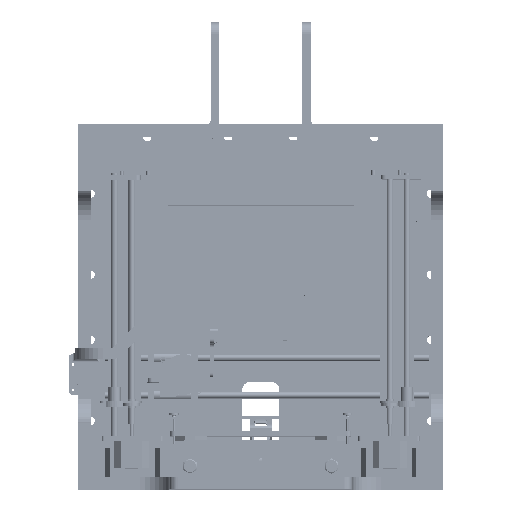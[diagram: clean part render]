
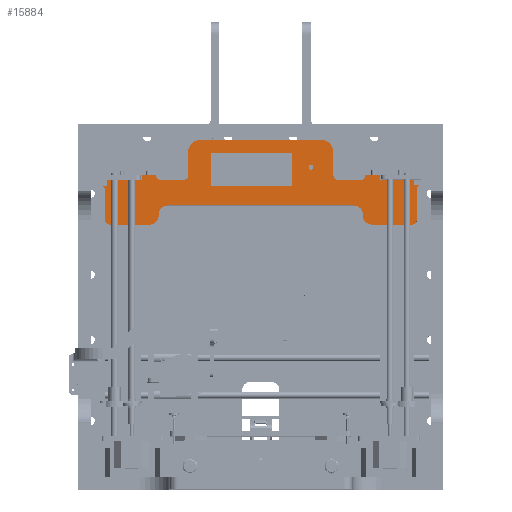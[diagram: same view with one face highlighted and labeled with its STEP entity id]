
A CAD part, top view. The second image highlights one B-rep face of the part: STEP entity #15884.
In plain terms, the highlighted planar face has unit normal (0, 0, 1).
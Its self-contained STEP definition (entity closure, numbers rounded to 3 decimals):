
#15309=CARTESIAN_POINT('',(60.5,46.,2.875));
#15310=DIRECTION('',(0.,0.,-1.));
#15311=DIRECTION('',(1.,0.,0.));
#15312=AXIS2_PLACEMENT_3D('',#15309,#15310,#15311);
#15314=CARTESIAN_POINT('',(60.5,46.,2.875));
#15315=DIRECTION('',(0.,0.,-1.));
#15316=DIRECTION('',(-1.,0.,0.));
#15317=AXIS2_PLACEMENT_3D('',#15314,#15315,#15316);
#15319=DIRECTION('',(0.,1.,0.));
#15320=VECTOR('',#15319,40.);
#15321=CARTESIAN_POINT('',(-59.5,23.,2.875));
#15322=LINE('',#15321,#15320);
#15323=DIRECTION('',(-1.,0.,0.));
#15324=VECTOR('',#15323,97.);
#15325=CARTESIAN_POINT('',(37.5,23.,2.875));
#15326=LINE('',#15325,#15324);
#15327=DIRECTION('',(0.,-1.,0.));
#15328=VECTOR('',#15327,40.);
#15329=CARTESIAN_POINT('',(37.5,63.,2.875));
#15330=LINE('',#15329,#15328);
#15331=DIRECTION('',(1.,0.,0.));
#15332=VECTOR('',#15331,97.);
#15333=CARTESIAN_POINT('',(-59.5,63.,2.875));
#15334=LINE('',#15333,#15332);
#15335=CARTESIAN_POINT('',(-134.,-12.,2.875));
#15336=DIRECTION('',(0.,0.,1.));
#15337=DIRECTION('',(0.,-1.,0.));
#15338=AXIS2_PLACEMENT_3D('',#15335,#15336,#15337);
#15340=DIRECTION('',(1.,0.,0.));
#15341=VECTOR('',#15340,48.);
#15342=CARTESIAN_POINT('',(-182.,-23.,2.875));
#15343=LINE('',#15342,#15341);
#15344=CARTESIAN_POINT('',(-182.,-17.,2.875));
#15345=DIRECTION('',(0.,0.,1.));
#15346=DIRECTION('',(-1.,0.,0.));
#15347=AXIS2_PLACEMENT_3D('',#15344,#15345,#15346);
#15349=DIRECTION('',(0.,-1.,0.));
#15350=VECTOR('',#15349,38.);
#15351=CARTESIAN_POINT('',(-188.,21.,2.875));
#15352=LINE('',#15351,#15350);
#15353=DIRECTION('',(0.6,-0.8,0.));
#15354=VECTOR('',#15353,7.5);
#15355=CARTESIAN_POINT('',(-192.5,27.,2.875));
#15356=LINE('',#15355,#15354);
#15357=DIRECTION('',(0.,-1.,0.));
#15358=VECTOR('',#15357,10.);
#15359=CARTESIAN_POINT('',(-192.5,37.,2.875));
#15360=LINE('',#15359,#15358);
#15361=DIRECTION('',(-1.,0.,0.));
#15362=VECTOR('',#15361,63.);
#15363=CARTESIAN_POINT('',(-129.5,37.,2.875));
#15364=LINE('',#15363,#15362);
#15365=CARTESIAN_POINT('',(-87.5,58.,2.875));
#15366=DIRECTION('',(0.,0.,1.));
#15367=DIRECTION('',(0.,1.,0.));
#15368=AXIS2_PLACEMENT_3D('',#15365,#15366,#15367);
#15370=DIRECTION('',(-1.,0.,0.));
#15371=VECTOR('',#15370,175.);
#15372=CARTESIAN_POINT('',(87.5,79.,2.875));
#15373=LINE('',#15372,#15371);
#15374=CARTESIAN_POINT('',(87.5,58.,2.875));
#15375=DIRECTION('',(0.,0.,1.));
#15376=DIRECTION('',(1.,0.,0.));
#15377=AXIS2_PLACEMENT_3D('',#15374,#15375,#15376);
#15379=DIRECTION('',(-1.,0.,0.));
#15380=VECTOR('',#15379,63.);
#15381=CARTESIAN_POINT('',(192.5,37.,2.875));
#15382=LINE('',#15381,#15380);
#15383=DIRECTION('',(0.,1.,0.));
#15384=VECTOR('',#15383,10.);
#15385=CARTESIAN_POINT('',(192.5,27.,2.875));
#15386=LINE('',#15385,#15384);
#15387=DIRECTION('',(0.6,0.8,0.));
#15388=VECTOR('',#15387,7.5);
#15389=CARTESIAN_POINT('',(188.,21.,2.875));
#15390=LINE('',#15389,#15388);
#15391=DIRECTION('',(0.,1.,0.));
#15392=VECTOR('',#15391,38.);
#15393=CARTESIAN_POINT('',(188.,-17.,2.875));
#15394=LINE('',#15393,#15392);
#15395=CARTESIAN_POINT('',(182.,-17.,2.875));
#15396=DIRECTION('',(0.,0.,1.));
#15397=DIRECTION('',(0.,-1.,0.));
#15398=AXIS2_PLACEMENT_3D('',#15395,#15396,#15397);
#15400=DIRECTION('',(1.,0.,0.));
#15401=VECTOR('',#15400,48.);
#15402=CARTESIAN_POINT('',(134.,-23.,2.875));
#15403=LINE('',#15402,#15401);
#15404=CARTESIAN_POINT('',(134.,-12.,2.875));
#15405=DIRECTION('',(0.,0.,1.));
#15406=DIRECTION('',(-1.,0.,0.));
#15407=AXIS2_PLACEMENT_3D('',#15404,#15405,#15406);
#15409=DIRECTION('',(0.,-1.,0.));
#15410=VECTOR('',#15409,1.);
#15411=CARTESIAN_POINT('',(123.,-11.,2.875));
#15412=LINE('',#15411,#15410);
#15413=DIRECTION('',(1.,0.,0.));
#15414=VECTOR('',#15413,224.);
#15415=CARTESIAN_POINT('',(-112.,0.,2.875));
#15416=LINE('',#15415,#15414);
#15417=DIRECTION('',(0.,1.,0.));
#15418=VECTOR('',#15417,1.);
#15419=CARTESIAN_POINT('',(-123.,-12.,2.875));
#15420=LINE('',#15419,#15418);
#15589=CARTESIAN_POINT('',(-129.5,58.,2.875));
#15590=DIRECTION('',(0.,0.,-1.));
#15591=DIRECTION('',(1.,0.,0.));
#15592=AXIS2_PLACEMENT_3D('',#15589,#15590,#15591);
#15616=CARTESIAN_POINT('',(129.5,58.,2.875));
#15617=DIRECTION('',(0.,0.,-1.));
#15618=DIRECTION('',(0.,-1.,0.));
#15619=AXIS2_PLACEMENT_3D('',#15616,#15617,#15618);
#15662=CARTESIAN_POINT('',(112.,-11.,2.875));
#15663=DIRECTION('',(0.,0.,-1.));
#15664=DIRECTION('',(0.,1.,0.));
#15665=AXIS2_PLACEMENT_3D('',#15662,#15663,#15664);
#15680=CARTESIAN_POINT('',(-112.,-11.,2.875));
#15681=DIRECTION('',(0.,0.,-1.));
#15682=DIRECTION('',(-1.,0.,0.));
#15683=AXIS2_PLACEMENT_3D('',#15680,#15681,#15682);
#15693=CARTESIAN_POINT('',(188.,21.,2.875));
#15694=CARTESIAN_POINT('',(192.5,27.,2.875));
#15695=VERTEX_POINT('',#15693);
#15696=VERTEX_POINT('',#15694);
#15697=CARTESIAN_POINT('',(192.5,37.,2.875));
#15698=VERTEX_POINT('',#15697);
#15699=CARTESIAN_POINT('',(-192.5,37.,2.875));
#15700=CARTESIAN_POINT('',(-192.5,27.,2.875));
#15701=VERTEX_POINT('',#15699);
#15702=VERTEX_POINT('',#15700);
#15703=CARTESIAN_POINT('',(-188.,21.,2.875));
#15704=VERTEX_POINT('',#15703);
#15718=CARTESIAN_POINT('',(-129.5,37.,2.875));
#15720=VERTEX_POINT('',#15718);
#15722=CARTESIAN_POINT('',(129.5,37.,2.875));
#15724=VERTEX_POINT('',#15722);
#15729=CARTESIAN_POINT('',(-87.5,79.,2.875));
#15730=VERTEX_POINT('',#15729);
#15731=CARTESIAN_POINT('',(-108.5,58.,2.875));
#15732=VERTEX_POINT('',#15731);
#15737=CARTESIAN_POINT('',(108.5,58.,2.875));
#15738=VERTEX_POINT('',#15737);
#15739=CARTESIAN_POINT('',(87.5,79.,2.875));
#15740=VERTEX_POINT('',#15739);
#15745=CARTESIAN_POINT('',(-188.,-17.,2.875));
#15746=VERTEX_POINT('',#15745);
#15747=CARTESIAN_POINT('',(-182.,-23.,2.875));
#15748=VERTEX_POINT('',#15747);
#15753=CARTESIAN_POINT('',(182.,-23.,2.875));
#15754=VERTEX_POINT('',#15753);
#15755=CARTESIAN_POINT('',(188.,-17.,2.875));
#15756=VERTEX_POINT('',#15755);
#15758=CARTESIAN_POINT('',(-112.,0.,2.875));
#15760=VERTEX_POINT('',#15758);
#15762=CARTESIAN_POINT('',(-123.,-11.,2.875));
#15764=VERTEX_POINT('',#15762);
#15766=CARTESIAN_POINT('',(123.,-11.,2.875));
#15768=VERTEX_POINT('',#15766);
#15770=CARTESIAN_POINT('',(112.,0.,2.875));
#15772=VERTEX_POINT('',#15770);
#15777=CARTESIAN_POINT('',(-134.,-23.,2.875));
#15778=VERTEX_POINT('',#15777);
#15779=CARTESIAN_POINT('',(-123.,-12.,2.875));
#15780=VERTEX_POINT('',#15779);
#15785=CARTESIAN_POINT('',(123.,-12.,2.875));
#15786=VERTEX_POINT('',#15785);
#15787=CARTESIAN_POINT('',(134.,-23.,2.875));
#15788=VERTEX_POINT('',#15787);
#15789=CARTESIAN_POINT('',(63.5,46.,2.875));
#15790=CARTESIAN_POINT('',(57.5,46.,2.875));
#15791=VERTEX_POINT('',#15789);
#15792=VERTEX_POINT('',#15790);
#15793=CARTESIAN_POINT('',(-59.5,23.,2.875));
#15794=CARTESIAN_POINT('',(-59.5,63.,2.875));
#15795=VERTEX_POINT('',#15793);
#15796=VERTEX_POINT('',#15794);
#15797=CARTESIAN_POINT('',(37.5,63.,2.875));
#15798=VERTEX_POINT('',#15797);
#15799=CARTESIAN_POINT('',(37.5,23.,2.875));
#15800=VERTEX_POINT('',#15799);
#15813=CARTESIAN_POINT('',(0.,0.,2.875));
#15814=DIRECTION('',(0.,0.,1.));
#15815=DIRECTION('',(1.,0.,0.));
#15816=AXIS2_PLACEMENT_3D('',#15813,#15814,#15815);
#15817=PLANE('',#15816);
#15819=ORIENTED_EDGE('',*,*,#15818,.F.);
#15821=ORIENTED_EDGE('',*,*,#15820,.F.);
#15823=ORIENTED_EDGE('',*,*,#15822,.F.);
#15825=ORIENTED_EDGE('',*,*,#15824,.F.);
#15827=ORIENTED_EDGE('',*,*,#15826,.F.);
#15829=ORIENTED_EDGE('',*,*,#15828,.F.);
#15831=ORIENTED_EDGE('',*,*,#15830,.F.);
#15833=ORIENTED_EDGE('',*,*,#15832,.F.);
#15835=ORIENTED_EDGE('',*,*,#15834,.F.);
#15837=ORIENTED_EDGE('',*,*,#15836,.F.);
#15839=ORIENTED_EDGE('',*,*,#15838,.F.);
#15841=ORIENTED_EDGE('',*,*,#15840,.F.);
#15843=ORIENTED_EDGE('',*,*,#15842,.F.);
#15845=ORIENTED_EDGE('',*,*,#15844,.F.);
#15847=ORIENTED_EDGE('',*,*,#15846,.F.);
#15849=ORIENTED_EDGE('',*,*,#15848,.F.);
#15851=ORIENTED_EDGE('',*,*,#15850,.F.);
#15853=ORIENTED_EDGE('',*,*,#15852,.F.);
#15855=ORIENTED_EDGE('',*,*,#15854,.F.);
#15857=ORIENTED_EDGE('',*,*,#15856,.F.);
#15859=ORIENTED_EDGE('',*,*,#15858,.F.);
#15861=ORIENTED_EDGE('',*,*,#15860,.F.);
#15863=ORIENTED_EDGE('',*,*,#15862,.F.);
#15865=ORIENTED_EDGE('',*,*,#15864,.F.);
#15866=EDGE_LOOP('',(#15819,#15821,#15823,#15825,#15827,#15829,#15831,#15833,
#15835,#15837,#15839,#15841,#15843,#15845,#15847,#15849,#15851,#15853,#15855,
#15857,#15859,#15861,#15863,#15865));
#15867=FACE_OUTER_BOUND('',#15866,.F.);
#15869=ORIENTED_EDGE('',*,*,#15868,.F.);
#15871=ORIENTED_EDGE('',*,*,#15870,.F.);
#15873=ORIENTED_EDGE('',*,*,#15872,.F.);
#15875=ORIENTED_EDGE('',*,*,#15874,.F.);
#15876=EDGE_LOOP('',(#15869,#15871,#15873,#15875));
#15877=FACE_BOUND('',#15876,.F.);
#15879=ORIENTED_EDGE('',*,*,#15878,.F.);
#15881=ORIENTED_EDGE('',*,*,#15880,.F.);
#15882=EDGE_LOOP('',(#15879,#15881));
#15883=FACE_BOUND('',#15882,.F.);
#15884=ADVANCED_FACE('',(#15867,#15877,#15883),#15817,.T.);
#15313=CIRCLE('',#15312,3.);
#15318=CIRCLE('',#15317,3.);
#15339=CIRCLE('',#15338,11.);
#15348=CIRCLE('',#15347,6.);
#15369=CIRCLE('',#15368,21.);
#15378=CIRCLE('',#15377,21.);
#15399=CIRCLE('',#15398,6.);
#15408=CIRCLE('',#15407,11.);
#15593=CIRCLE('',#15592,21.);
#15620=CIRCLE('',#15619,21.);
#15666=CIRCLE('',#15665,11.);
#15684=CIRCLE('',#15683,11.);
#15818=EDGE_CURVE('',#15778,#15780,#15339,.T.);
#15820=EDGE_CURVE('',#15748,#15778,#15343,.T.);
#15822=EDGE_CURVE('',#15746,#15748,#15348,.T.);
#15824=EDGE_CURVE('',#15704,#15746,#15352,.T.);
#15826=EDGE_CURVE('',#15702,#15704,#15356,.T.);
#15828=EDGE_CURVE('',#15701,#15702,#15360,.T.);
#15830=EDGE_CURVE('',#15720,#15701,#15364,.T.);
#15832=EDGE_CURVE('',#15732,#15720,#15593,.T.);
#15834=EDGE_CURVE('',#15730,#15732,#15369,.T.);
#15836=EDGE_CURVE('',#15740,#15730,#15373,.T.);
#15838=EDGE_CURVE('',#15738,#15740,#15378,.T.);
#15840=EDGE_CURVE('',#15724,#15738,#15620,.T.);
#15842=EDGE_CURVE('',#15698,#15724,#15382,.T.);
#15844=EDGE_CURVE('',#15696,#15698,#15386,.T.);
#15846=EDGE_CURVE('',#15695,#15696,#15390,.T.);
#15848=EDGE_CURVE('',#15756,#15695,#15394,.T.);
#15850=EDGE_CURVE('',#15754,#15756,#15399,.T.);
#15852=EDGE_CURVE('',#15788,#15754,#15403,.T.);
#15854=EDGE_CURVE('',#15786,#15788,#15408,.T.);
#15856=EDGE_CURVE('',#15768,#15786,#15412,.T.);
#15858=EDGE_CURVE('',#15772,#15768,#15666,.T.);
#15860=EDGE_CURVE('',#15760,#15772,#15416,.T.);
#15862=EDGE_CURVE('',#15764,#15760,#15684,.T.);
#15864=EDGE_CURVE('',#15780,#15764,#15420,.T.);
#15868=EDGE_CURVE('',#15795,#15796,#15322,.T.);
#15870=EDGE_CURVE('',#15800,#15795,#15326,.T.);
#15872=EDGE_CURVE('',#15798,#15800,#15330,.T.);
#15874=EDGE_CURVE('',#15796,#15798,#15334,.T.);
#15878=EDGE_CURVE('',#15791,#15792,#15313,.T.);
#15880=EDGE_CURVE('',#15792,#15791,#15318,.T.);
